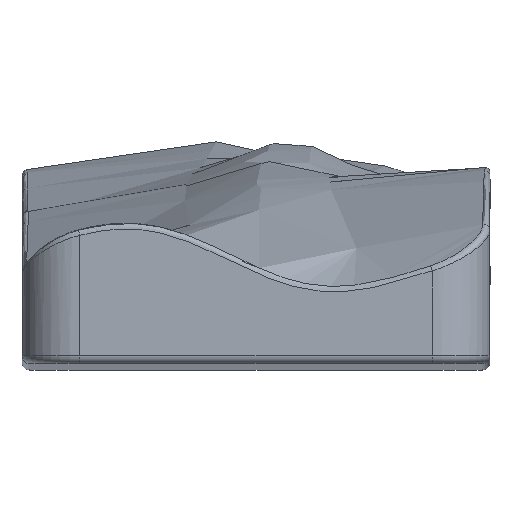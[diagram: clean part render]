
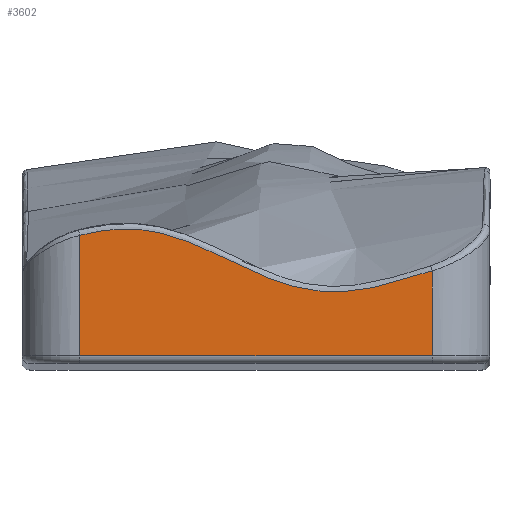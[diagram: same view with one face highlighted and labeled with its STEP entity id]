
A CAD part, top view. The second image highlights one B-rep face of the part: STEP entity #3602.
In plain terms, the highlighted planar face has unit normal (0, 0, 1).
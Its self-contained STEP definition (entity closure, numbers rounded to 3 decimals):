
#243 = VECTOR ( 'NONE', #2764, 1000. ) ;
#314 = CARTESIAN_POINT ( 'NONE',  ( 91.38, 48.083, 1000. ) ) ;
#344 = CARTESIAN_POINT ( 'NONE',  ( -36.978, 63.957, 1000. ) ) ;
#408 = CARTESIAN_POINT ( 'NONE',  ( 91.38, 48.083, 1000. ) ) ;
#617 = B_SPLINE_CURVE_WITH_KNOTS ( 'NONE', 3,
 ( #314, #4992, #774, #2663, #2141, #5486, #3032, #1277, #3061, #742, #5895, #4927, #2630, #1245, #3159, #1676, #4077, #5993, #4897, #2108, #3984, #3524, #4502, #1642, #5962, #1742, #5389, #1774, #2694, #344, #2597, #676, #2235, #3651, #3556, #5422, #1212, #3094, #2173, #4046, #5928, #3591, #5454, #1036 ),
 .UNSPECIFIED., .F., .F.,
 ( 4, 2, 2, 2, 2, 2, 2, 2, 2, 2, 2, 2, 2, 2, 2, 2, 2, 2, 2, 2, 2, 4 ),
 ( 0., 0.012, 0.018, 0.024, 0.048, 0.054, 0.057, 0.06, 0.072, 0.084, 0.09, 0.096, 0.107, 0.119, 0.131, 0.143, 0.155, 0.158, 0.161, 0.167, 0.179, 0.191 ),
 .UNSPECIFIED. ) ;
#676 = CARTESIAN_POINT ( 'NONE',  ( -48.263, 67.499, 1000. ) ) ;
#726 = CARTESIAN_POINT ( 'NONE',  ( -91.38, 4., 1000. ) ) ;
#742 = CARTESIAN_POINT ( 'NONE',  ( 43.165, 37.208, 1000. ) ) ;
#774 = CARTESIAN_POINT ( 'NONE',  ( 83.814, 45.608, 1000. ) ) ;
#799 = DIRECTION ( 'NONE',  ( 0., 0., -1. ) ) ;
#903 = ORIENTED_EDGE ( 'NONE', *, *, #1448, .T. ) ;
#1036 = CARTESIAN_POINT ( 'NONE',  ( -91.38, 66.45, 1000. ) ) ;
#1084 = PLANE ( 'NONE',  #2085 ) ;
#1212 = CARTESIAN_POINT ( 'NONE',  ( -61.005, 69.545, 1000. ) ) ;
#1245 = CARTESIAN_POINT ( 'NONE',  ( 35.198, 37.366, 1000. ) ) ;
#1277 = CARTESIAN_POINT ( 'NONE',  ( 60.809, 39.214, 1000. ) ) ;
#1344 = CARTESIAN_POINT ( 'NONE',  ( 91.38, 4., 1000. ) ) ;
#1407 = EDGE_CURVE ( 'NONE', #5676, #4511, #6061, .T. ) ;
#1448 = EDGE_CURVE ( 'NONE', #1461, #2851, #4176, .T. ) ;
#1461 = VERTEX_POINT ( 'NONE', #3578 ) ;
#1555 = EDGE_LOOP ( 'NONE', ( #903, #2417, #2272, #5832 ) ) ;
#1642 = CARTESIAN_POINT ( 'NONE',  ( -4.469, 49.032, 1000. ) ) ;
#1676 = CARTESIAN_POINT ( 'NONE',  ( 29.23, 37.897, 1000. ) ) ;
#1742 = CARTESIAN_POINT ( 'NONE',  ( -15.22, 54.218, 1000. ) ) ;
#1774 = CARTESIAN_POINT ( 'NONE',  ( -25.996, 59.348, 1000. ) ) ;
#1789 = DIRECTION ( 'NONE',  ( 1., 0., 0. ) ) ;
#2085 = AXIS2_PLACEMENT_3D ( 'NONE', #2475, #799, #3868 ) ;
#2108 = CARTESIAN_POINT ( 'NONE',  ( 8.333, 43.586, 1000. ) ) ;
#2141 = CARTESIAN_POINT ( 'NONE',  ( 76.199, 43.293, 1000. ) ) ;
#2173 = CARTESIAN_POINT ( 'NONE',  ( -65.979, 69.816, 1000. ) ) ;
#2235 = CARTESIAN_POINT ( 'NONE',  ( -52.112, 68.377, 1000. ) ) ;
#2266 = VECTOR ( 'NONE', #1789, 1000. ) ;
#2272 = ORIENTED_EDGE ( 'NONE', *, *, #1407, .T. ) ;
#2301 = CARTESIAN_POINT ( 'NONE',  ( 91.38, 118.154, 1000. ) ) ;
#2417 = ORIENTED_EDGE ( 'NONE', *, *, #3031, .T. ) ;
#2462 = EDGE_CURVE ( 'NONE', #4511, #1461, #617, .T. ) ;
#2475 = CARTESIAN_POINT ( 'NONE',  ( -121.38, 118.154, 1000. ) ) ;
#2597 = CARTESIAN_POINT ( 'NONE',  ( -40.696, 65.29, 1000. ) ) ;
#2630 = CARTESIAN_POINT ( 'NONE',  ( 37.198, 37.257, 1000. ) ) ;
#2663 = CARTESIAN_POINT ( 'NONE',  ( 78.107, 43.86, 1000. ) ) ;
#2694 = CARTESIAN_POINT ( 'NONE',  ( -29.629, 60.986, 1000. ) ) ;
#2764 = DIRECTION ( 'NONE',  ( 0., 1., 0. ) ) ;
#2851 = VERTEX_POINT ( 'NONE', #726 ) ;
#3031 = EDGE_CURVE ( 'NONE', #2851, #5676, #4093, .T. ) ;
#3032 = CARTESIAN_POINT ( 'NONE',  ( 70.45, 41.68, 1000. ) ) ;
#3061 = CARTESIAN_POINT ( 'NONE',  ( 53.038, 37.729, 1000. ) ) ;
#3094 = CARTESIAN_POINT ( 'NONE',  ( -63.994, 69.755, 1000. ) ) ;
#3159 = CARTESIAN_POINT ( 'NONE',  ( 34.198, 37.44, 1000. ) ) ;
#3524 = CARTESIAN_POINT ( 'NONE',  ( 2.81, 45.809, 1000. ) ) ;
#3556 = CARTESIAN_POINT ( 'NONE',  ( -58.017, 69.236, 1000. ) ) ;
#3578 = CARTESIAN_POINT ( 'NONE',  ( -91.38, 66.45, 1000. ) ) ;
#3591 = CARTESIAN_POINT ( 'NONE',  ( -83.643, 68.299, 1000. ) ) ;
#3602 = ADVANCED_FACE ( 'NONE', ( #5922 ), #1084, .F. ) ;
#3651 = CARTESIAN_POINT ( 'NONE',  ( -57.028, 69.108, 1000. ) ) ;
#3868 = DIRECTION ( 'NONE',  ( -1., 0., 0. ) ) ;
#3984 = CARTESIAN_POINT ( 'NONE',  ( 6.486, 44.304, 1000. ) ) ;
#4046 = CARTESIAN_POINT ( 'NONE',  ( -71.912, 69.776, 1000. ) ) ;
#4077 = CARTESIAN_POINT ( 'NONE',  ( 25.333, 38.558, 1000. ) ) ;
#4093 = LINE ( 'NONE', #5066, #2266 ) ;
#4176 = LINE ( 'NONE', #4630, #5151 ) ;
#4502 = CARTESIAN_POINT ( 'NONE',  ( 0.98, 46.597, 1000. ) ) ;
#4511 = VERTEX_POINT ( 'NONE', #408 ) ;
#4630 = CARTESIAN_POINT ( 'NONE',  ( -91.38, 118.154, 1000. ) ) ;
#4897 = CARTESIAN_POINT ( 'NONE',  ( 13.91, 41.566, 1000. ) ) ;
#4927 = CARTESIAN_POINT ( 'NONE',  ( 38.196, 37.222, 1000. ) ) ;
#4992 = CARTESIAN_POINT ( 'NONE',  ( 87.6, 46.835, 1000. ) ) ;
#5066 = CARTESIAN_POINT ( 'NONE',  ( -121.38, 4., 1000. ) ) ;
#5151 = VECTOR ( 'NONE', #5915, 1000. ) ;
#5389 = CARTESIAN_POINT ( 'NONE',  ( -18.794, 55.966, 1000. ) ) ;
#5422 = CARTESIAN_POINT ( 'NONE',  ( -60.004, 69.454, 1000. ) ) ;
#5454 = CARTESIAN_POINT ( 'NONE',  ( -87.521, 67.473, 1000. ) ) ;
#5486 = CARTESIAN_POINT ( 'NONE',  ( 72.371, 42.203, 1000. ) ) ;
#5676 = VERTEX_POINT ( 'NONE', #1344 ) ;
#5832 = ORIENTED_EDGE ( 'NONE', *, *, #2462, .T. ) ;
#5895 = CARTESIAN_POINT ( 'NONE',  ( 41.183, 37.17, 1000. ) ) ;
#5915 = DIRECTION ( 'NONE',  ( 0., -1., 0. ) ) ;
#5922 = FACE_OUTER_BOUND ( 'NONE', #1555, .T. ) ;
#5928 = CARTESIAN_POINT ( 'NONE',  ( -75.839, 69.45, 1000. ) ) ;
#5962 = CARTESIAN_POINT ( 'NONE',  ( -8.057, 50.751, 1000. ) ) ;
#5993 = CARTESIAN_POINT ( 'NONE',  ( 17.674, 40.394, 1000. ) ) ;
#6061 = LINE ( 'NONE', #2301, #243 ) ;
